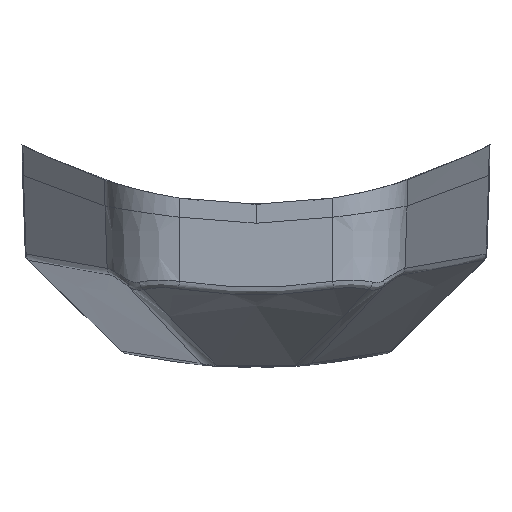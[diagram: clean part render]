
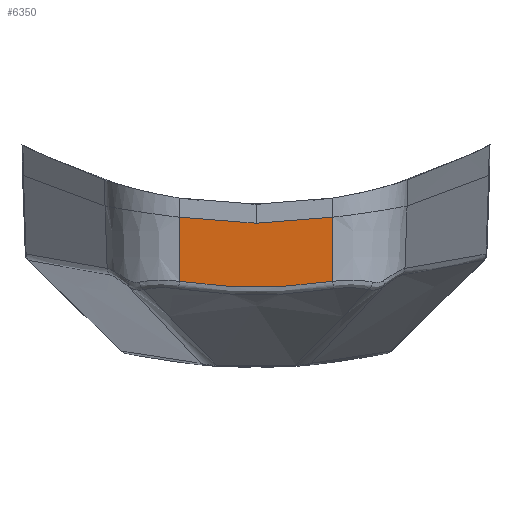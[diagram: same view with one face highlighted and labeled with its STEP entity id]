
A CAD part, front view. The second image highlights one B-rep face of the part: STEP entity #6350.
In plain terms, the highlighted planar face has unit normal (0, -0.999, -0.035).
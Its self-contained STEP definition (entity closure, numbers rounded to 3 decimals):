
#734 = CARTESIAN_POINT ( 'NONE',  ( -8.318, -66.573, 16.364 ) ) ;
#1122 = CARTESIAN_POINT ( 'NONE',  ( -8.314, -66.573, 16.364 ) ) ;
#1270 = CARTESIAN_POINT ( 'NONE',  ( 5.564, -66.558, 15.925 ) ) ;
#1646 = EDGE_CURVE ( 'NONE', #13292, #17737, #9288, .T. ) ;
#1792 = CARTESIAN_POINT ( 'NONE',  ( 0., -66.55, 15.704 ) ) ;
#1946 = CARTESIAN_POINT ( 'NONE',  ( -8.323, -66.573, 16.365 ) ) ;
#2241 = CARTESIAN_POINT ( 'NONE',  ( -8.325, -66.606, 17.315 ) ) ;
#2528 = CARTESIAN_POINT ( 'NONE',  ( -8.318, -66.573, 16.364 ) ) ;
#2544 = CARTESIAN_POINT ( 'NONE',  ( 8.325, -66.573, 16.365 ) ) ;
#2665 = CARTESIAN_POINT ( 'NONE',  ( 0., -66.55, 15.704 ) ) ;
#2715 = ORIENTED_EDGE ( 'NONE', *, *, #17391, .T. ) ;
#2866 = LINE ( 'NONE', #2241, #6599 ) ;
#3084 = VERTEX_POINT ( 'NONE', #1792 ) ;
#3348 = B_SPLINE_CURVE_WITH_KNOTS ( 'NONE', 3,
 ( #6833, #8242, #17956, #9609, #1270, #11032, #2665 ),
 .UNSPECIFIED., .F., .F.,
 ( 4, 3, 4 ),
 ( 0., 0., 0.008 ),
 .UNSPECIFIED. ) ;
#3352 = CARTESIAN_POINT ( 'NONE',  ( -8.325, -66.573, 16.365 ) ) ;
#3654 = DIRECTION ( 'NONE',  ( 0., -0.035, 0.999 ) ) ;
#4575 = EDGE_CURVE ( 'NONE', #14577, #13292, #2866, .T. ) ;
#4755 = CARTESIAN_POINT ( 'NONE',  ( -8.318, -66.573, 16.364 ) ) ;
#5263 = CARTESIAN_POINT ( 'NONE',  ( 2.789, -66.308, 8.763 ) ) ;
#5343 = CARTESIAN_POINT ( 'NONE',  ( 8.318, -66.573, 16.364 ) ) ;
#5423 = CARTESIAN_POINT ( 'NONE',  ( 8.325, -66.573, 16.365 ) ) ;
#5721 = DIRECTION ( 'NONE',  ( 0., -0.035, 0.999 ) ) ;
#6085 = EDGE_CURVE ( 'NONE', #14080, #3084, #3348, .T. ) ;
#6246 = FACE_OUTER_BOUND ( 'NONE', #11896, .T. ) ;
#6350 = ADVANCED_FACE ( 'NONE', ( #6246 ), #6793, .T. ) ;
#6576 = ORIENTED_EDGE ( 'NONE', *, *, #10662, .T. ) ;
#6599 = VECTOR ( 'NONE', #3654, 1000. ) ;
#6696 = CARTESIAN_POINT ( 'NONE',  ( 8.325, -66.329, 9.376 ) ) ;
#6713 = CARTESIAN_POINT ( 'NONE',  ( 8.323, -66.573, 16.365 ) ) ;
#6771 = VECTOR ( 'NONE', #5721, 1000. ) ;
#6793 = PLANE ( 'NONE',  #14892 ) ;
#6833 = CARTESIAN_POINT ( 'NONE',  ( 8.318, -66.573, 16.364 ) ) ;
#7177 = B_SPLINE_CURVE_WITH_KNOTS ( 'NONE', 3,
 ( #9414, #17762, #13649, #5263, #15026, #6696 ),
 .UNSPECIFIED., .F., .F.,
 ( 4, 2, 4 ),
 ( 0., 0.008, 0.017 ),
 .UNSPECIFIED. ) ;
#7526 = ORIENTED_EDGE ( 'NONE', *, *, #6085, .T. ) ;
#8206 = DIRECTION ( 'NONE',  ( 0., -0.999, -0.035 ) ) ;
#8242 = CARTESIAN_POINT ( 'NONE',  ( 8.316, -66.573, 16.364 ) ) ;
#8453 = B_SPLINE_CURVE_WITH_KNOTS ( 'NONE', 3,
 ( #2544, #6713, #13723, #5343 ),
 .UNSPECIFIED., .F., .F.,
 ( 4, 4 ),
 ( 0., 0. ),
 .UNSPECIFIED. ) ;
#8715 = CARTESIAN_POINT ( 'NONE',  ( -8.325, -66.573, 16.365 ) ) ;
#9249 = ORIENTED_EDGE ( 'NONE', *, *, #11107, .T. ) ;
#9288 = B_SPLINE_CURVE_WITH_KNOTS ( 'NONE', 3,
 ( #3352, #1946, #13136, #4755 ),
 .UNSPECIFIED., .F., .F.,
 ( 4, 4 ),
 ( 0., 0. ),
 .UNSPECIFIED. ) ;
#9407 = CARTESIAN_POINT ( 'NONE',  ( -2.782, -66.55, 15.704 ) ) ;
#9414 = CARTESIAN_POINT ( 'NONE',  ( -8.325, -66.329, 9.376 ) ) ;
#9473 = CARTESIAN_POINT ( 'NONE',  ( -8.311, -66.573, 16.363 ) ) ;
#9609 = CARTESIAN_POINT ( 'NONE',  ( 8.311, -66.573, 16.363 ) ) ;
#10662 = EDGE_CURVE ( 'NONE', #12312, #14080, #8453, .T. ) ;
#10872 = CARTESIAN_POINT ( 'NONE',  ( -8.316, -66.573, 16.364 ) ) ;
#11032 = CARTESIAN_POINT ( 'NONE',  ( 2.782, -66.55, 15.704 ) ) ;
#11107 = EDGE_CURVE ( 'NONE', #14577, #16430, #7177, .T. ) ;
#11490 = CARTESIAN_POINT ( 'NONE',  ( -8.325, -66.329, 9.376 ) ) ;
#11747 = ORIENTED_EDGE ( 'NONE', *, *, #4575, .F. ) ;
#11896 = EDGE_LOOP ( 'NONE', ( #11747, #9249, #2715, #6576, #7526, #14966, #17573 ) ) ;
#11927 = B_SPLINE_CURVE_WITH_KNOTS ( 'NONE', 3,
 ( #17516, #9407, #17819, #9473, #1122, #10872, #2528 ),
 .UNSPECIFIED., .F., .F.,
 ( 4, 3, 4 ),
 ( 0., 0.008, 0.008 ),
 .UNSPECIFIED. ) ;
#12312 = VERTEX_POINT ( 'NONE', #5423 ) ;
#12800 = CARTESIAN_POINT ( 'NONE',  ( 8.325, -66.329, 9.376 ) ) ;
#13136 = CARTESIAN_POINT ( 'NONE',  ( -8.321, -66.573, 16.365 ) ) ;
#13292 = VERTEX_POINT ( 'NONE', #8715 ) ;
#13649 = CARTESIAN_POINT ( 'NONE',  ( -2.79, -66.308, 8.763 ) ) ;
#13723 = CARTESIAN_POINT ( 'NONE',  ( 8.321, -66.573, 16.365 ) ) ;
#13752 = CARTESIAN_POINT ( 'NONE',  ( -8.325, -65.998, -0.087 ) ) ;
#14080 = VERTEX_POINT ( 'NONE', #14474 ) ;
#14195 = LINE ( 'NONE', #15466, #6771 ) ;
#14474 = CARTESIAN_POINT ( 'NONE',  ( 8.318, -66.573, 16.364 ) ) ;
#14577 = VERTEX_POINT ( 'NONE', #11490 ) ;
#14892 = AXIS2_PLACEMENT_3D ( 'NONE', #13752, #8206, #17919 ) ;
#14966 = ORIENTED_EDGE ( 'NONE', *, *, #16803, .T. ) ;
#15026 = CARTESIAN_POINT ( 'NONE',  ( 5.565, -66.315, 8.967 ) ) ;
#15466 = CARTESIAN_POINT ( 'NONE',  ( 8.325, -66.254, 7.239 ) ) ;
#16430 = VERTEX_POINT ( 'NONE', #12800 ) ;
#16803 = EDGE_CURVE ( 'NONE', #3084, #17737, #11927, .T. ) ;
#17391 = EDGE_CURVE ( 'NONE', #16430, #12312, #14195, .T. ) ;
#17516 = CARTESIAN_POINT ( 'NONE',  ( 0., -66.55, 15.704 ) ) ;
#17573 = ORIENTED_EDGE ( 'NONE', *, *, #1646, .F. ) ;
#17737 = VERTEX_POINT ( 'NONE', #734 ) ;
#17762 = CARTESIAN_POINT ( 'NONE',  ( -5.565, -66.315, 8.967 ) ) ;
#17819 = CARTESIAN_POINT ( 'NONE',  ( -5.564, -66.558, 15.925 ) ) ;
#17919 = DIRECTION ( 'NONE',  ( 0., 0.035, -0.999 ) ) ;
#17956 = CARTESIAN_POINT ( 'NONE',  ( 8.314, -66.573, 16.364 ) ) ;
